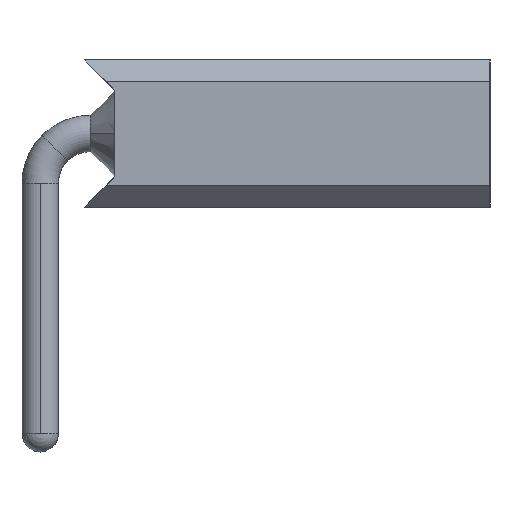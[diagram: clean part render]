
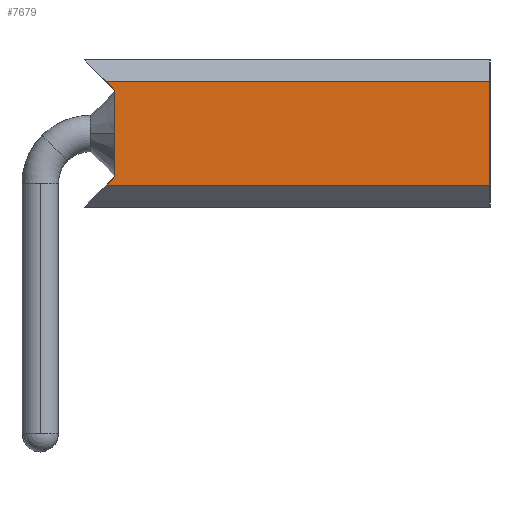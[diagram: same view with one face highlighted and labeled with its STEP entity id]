
A CAD part, left-side view. The second image highlights one B-rep face of the part: STEP entity #7679.
In plain terms, the highlighted planar face has unit normal (-1, 0, 0).
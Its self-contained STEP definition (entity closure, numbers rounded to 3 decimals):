
#6025=DIRECTION('',(0.,0.,1.));
#6026=VECTOR('',#6025,1.797);
#6027=CARTESIAN_POINT('',(3.192,3.837,8.124));
#6028=LINE('',#6027,#6026);
#6029=DIRECTION('',(0.,-1.,0.));
#6030=VECTOR('',#6029,6.629);
#6031=CARTESIAN_POINT('',(3.192,10.466,8.124));
#6032=LINE('',#6031,#6030);
#6033=DIRECTION('',(0.,0.707,-0.707));
#6034=VECTOR('',#6033,0.21);
#6035=CARTESIAN_POINT('',(3.192,10.317,8.272));
#6036=LINE('',#6035,#6034);
#6037=DIRECTION('',(0.,0.,-1.));
#6038=VECTOR('',#6037,1.5);
#6039=CARTESIAN_POINT('',(3.192,10.317,9.772));
#6040=LINE('',#6039,#6038);
#6041=DIRECTION('',(0.,-0.707,-0.707));
#6042=VECTOR('',#6041,0.21);
#6043=CARTESIAN_POINT('',(3.192,10.465,9.92));
#6044=LINE('',#6043,#6042);
#6045=DIRECTION('',(0.,1.,0.));
#6046=VECTOR('',#6045,6.628);
#6047=CARTESIAN_POINT('',(3.192,3.837,9.92));
#6048=LINE('',#6047,#6046);
#6446=CARTESIAN_POINT('',(3.192,3.837,8.124));
#6447=VERTEX_POINT('',#6446);
#6460=CARTESIAN_POINT('',(3.192,3.837,9.92));
#6461=VERTEX_POINT('',#6460);
#6472=CARTESIAN_POINT('',(3.192,10.466,8.124));
#6473=VERTEX_POINT('',#6472);
#6488=CARTESIAN_POINT('',(3.192,10.465,9.92));
#6489=CARTESIAN_POINT('',(3.192,10.317,9.772));
#6490=VERTEX_POINT('',#6488);
#6491=VERTEX_POINT('',#6489);
#6492=CARTESIAN_POINT('',(3.192,10.317,8.272));
#6493=VERTEX_POINT('',#6492);
#7664=CARTESIAN_POINT('',(3.192,7.337,8.387));
#7665=DIRECTION('',(1.,0.,0.));
#7666=DIRECTION('',(0.,-1.,0.));
#7667=AXIS2_PLACEMENT_3D('',#7664,#7665,#7666);
#7668=PLANE('',#7667);
#7669=ORIENTED_EDGE('',*,*,#6666,.F.);
#7671=ORIENTED_EDGE('',*,*,#7670,.F.);
#7672=ORIENTED_EDGE('',*,*,#7438,.F.);
#7673=ORIENTED_EDGE('',*,*,#7657,.F.);
#7674=ORIENTED_EDGE('',*,*,#6929,.F.);
#7676=ORIENTED_EDGE('',*,*,#7675,.F.);
#7677=EDGE_LOOP('',(#7669,#7671,#7672,#7673,#7674,#7676));
#7678=FACE_OUTER_BOUND('',#7677,.F.);
#7679=ADVANCED_FACE('',(#7678),#7668,.F.);
#6666=EDGE_CURVE('',#6447,#6461,#6028,.T.);
#6929=EDGE_CURVE('',#6490,#6491,#6044,.T.);
#7438=EDGE_CURVE('',#6493,#6473,#6036,.T.);
#7657=EDGE_CURVE('',#6491,#6493,#6040,.T.);
#7670=EDGE_CURVE('',#6473,#6447,#6032,.T.);
#7675=EDGE_CURVE('',#6461,#6490,#6048,.T.);
